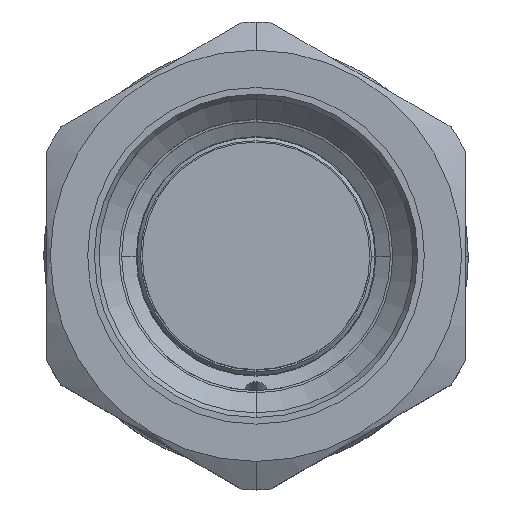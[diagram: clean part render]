
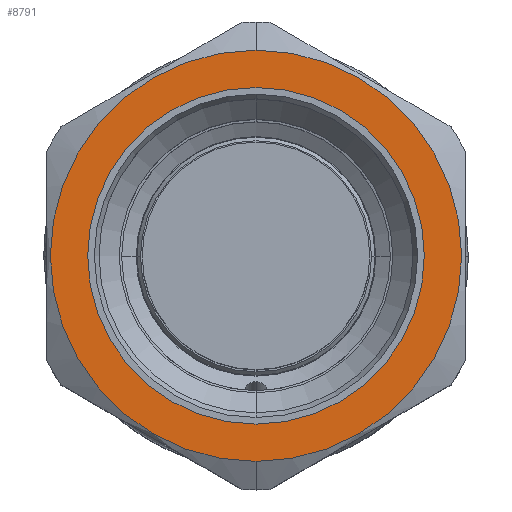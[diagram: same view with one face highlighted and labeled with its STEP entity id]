
A CAD part, top view. The second image highlights one B-rep face of the part: STEP entity #8791.
In plain terms, the highlighted planar face has unit normal (0, 0, 1).
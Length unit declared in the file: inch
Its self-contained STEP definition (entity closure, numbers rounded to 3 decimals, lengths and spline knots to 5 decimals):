
#2756=CARTESIAN_POINT('',(0.,0.,2.562));
#2757=DIRECTION('',(0.,0.,1.));
#2758=DIRECTION('',(0.,-1.,0.));
#2759=AXIS2_PLACEMENT_3D('',#2756,#2757,#2758);
#2761=CARTESIAN_POINT('',(0.,0.,2.562));
#2762=DIRECTION('',(0.,0.,1.));
#2763=DIRECTION('',(0.,1.,0.));
#2764=AXIS2_PLACEMENT_3D('',#2761,#2762,#2763);
#2766=CARTESIAN_POINT('',(0.,0.,2.562));
#2767=DIRECTION('',(0.,0.,1.));
#2768=DIRECTION('',(0.,-1.,0.));
#2769=AXIS2_PLACEMENT_3D('',#2766,#2767,#2768);
#2771=CARTESIAN_POINT('',(0.,0.,2.562));
#2772=DIRECTION('',(0.,0.,1.));
#2773=DIRECTION('',(0.,1.,0.));
#2774=AXIS2_PLACEMENT_3D('',#2771,#2772,#2773);
#3807=CARTESIAN_POINT('',(0.,-0.43,2.562));
#3808=CARTESIAN_POINT('',(0.,0.43,2.562));
#3809=VERTEX_POINT('',#3807);
#3810=VERTEX_POINT('',#3808);
#3937=CARTESIAN_POINT('',(0.,-0.352,2.562));
#3938=CARTESIAN_POINT('',(0.,0.352,2.562));
#3939=VERTEX_POINT('',#3937);
#3940=VERTEX_POINT('',#3938);
#8775=CARTESIAN_POINT('',(0.,0.,2.562));
#8776=DIRECTION('',(0.,0.,1.));
#8777=DIRECTION('',(0.,1.,0.));
#8778=AXIS2_PLACEMENT_3D('',#8775,#8776,#8777);
#8779=PLANE('',#8778);
#8781=ORIENTED_EDGE('',*,*,#8780,.F.);
#8783=ORIENTED_EDGE('',*,*,#8782,.F.);
#8784=EDGE_LOOP('',(#8781,#8783));
#8785=FACE_OUTER_BOUND('',#8784,.F.);
#8786=ORIENTED_EDGE('',*,*,#8758,.T.);
#8788=ORIENTED_EDGE('',*,*,#8787,.T.);
#8789=EDGE_LOOP('',(#8786,#8788));
#8790=FACE_BOUND('',#8789,.F.);
#2760=CIRCLE('',#2759,0.43);
#2765=CIRCLE('',#2764,0.43);
#2770=CIRCLE('',#2769,0.352);
#2775=CIRCLE('',#2774,0.352);
#8758=EDGE_CURVE('',#3939,#3940,#2770,.T.);
#8780=EDGE_CURVE('',#3809,#3810,#2760,.T.);
#8782=EDGE_CURVE('',#3810,#3809,#2765,.T.);
#8787=EDGE_CURVE('',#3940,#3939,#2775,.T.);
#8791=ADVANCED_FACE('',(#8785,#8790),#8779,.T.);
